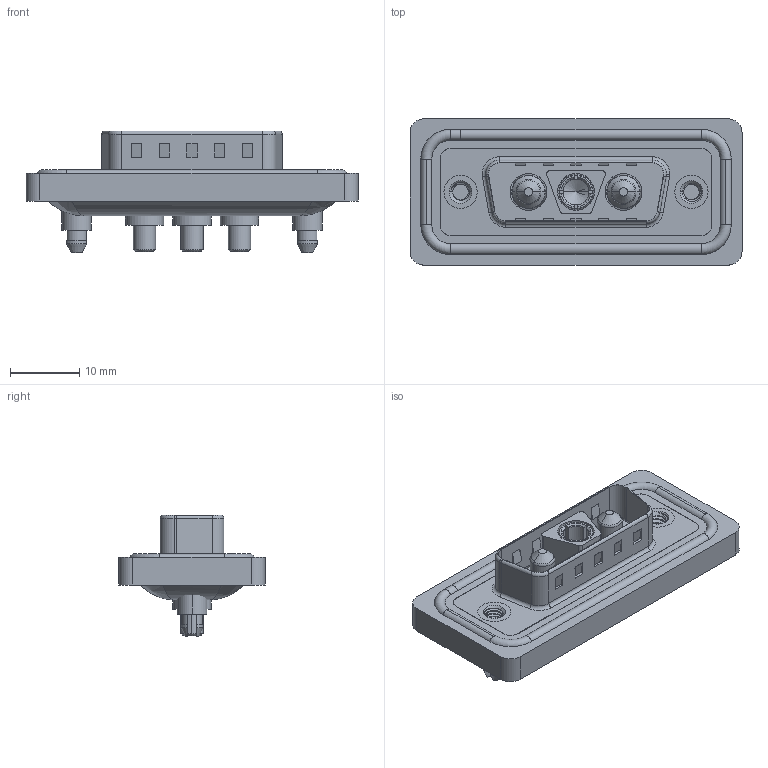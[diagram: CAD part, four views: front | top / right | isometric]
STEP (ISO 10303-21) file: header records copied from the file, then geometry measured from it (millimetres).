
FILE_DESCRIPTION (( 'STEP AP203' ), '1' );
FILE_NAME ('627W3WK3224-3ND.STEP', '2024-03-19T18:09:30', ( '' ), ( '' ), 'SwSTEP 2.0', 'SolidWorks 2023', '' );
FILE_SCHEMA (( 'CONFIG_CONTROL_DESIGN' ));
Length unit declared in the file: millimetre
Products named in the file (9): Power Socket_30A S; Power Pin_30A S; 627Combo Shell Front_15 Contacts; 627Combo Threaded Boardlock_D; 627Combo Threaded Boardlock_5; 627Combo Housing_3WK3; 627Combo Shell Rear_15 Contacts; 627W3WK3224-3ND; 627Combo Waterproof Housing_15 Contacts
Assembly tree (9 placements, depth 2):
  627W3WK3224-3ND
    627Combo Housing_3WK3
    627Combo Waterproof Housing_15 Contacts
    627Combo Shell Rear_15 Contacts
    627Combo Shell Front_15 Contacts
    627Combo Threaded Boardlock_D
    Power Socket_30A S
    Power Pin_30A S  x2
    627Combo Threaded Boardlock_5
Bounding box: 47.9 x 21.1 x 17.6 mm (x, y, z)
Volume: 5843.9 mm3; surface area: 9477 mm2
Topology: 13 solids, 13 shells, 667 faces, 1668 edges, 1052 vertices
Faces by surface type: cylinder 290, plane 247, torus 72, cone 44, bspline 14
Entity records: 24072 total; most frequent: CARTESIAN_POINT 7890, DIRECTION 3241, ORIENTED_EDGE 3168, EDGE_CURVE 1584, AXIS2_PLACEMENT_3D 1222, VERTEX_POINT 1010, VECTOR 797, LINE 797
